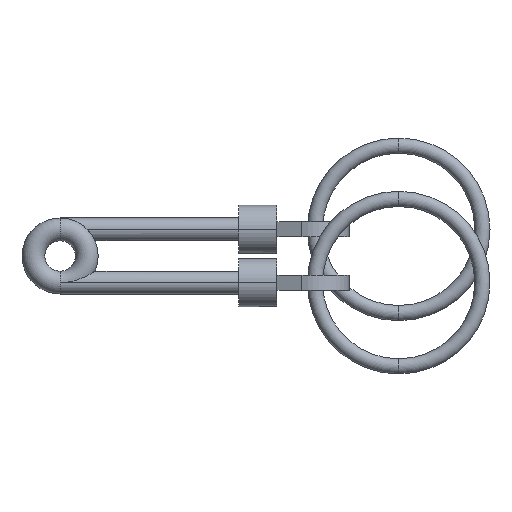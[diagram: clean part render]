
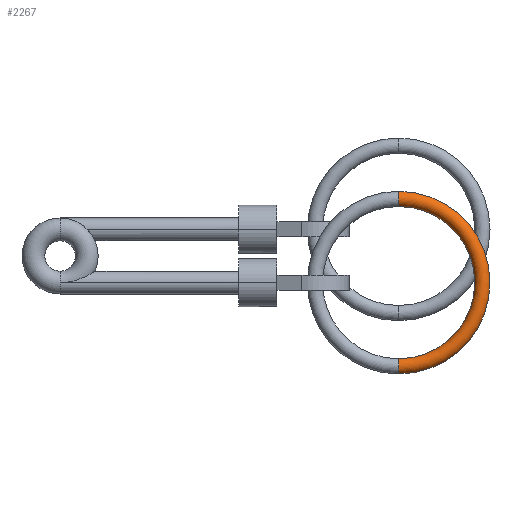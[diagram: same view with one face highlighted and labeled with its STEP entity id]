
A CAD part, left-side view. The second image highlights one B-rep face of the part: STEP entity #2267.
In plain terms, the highlighted toroidal (fillet/blend) face has major radius 11 mm and minor radius 1 mm.
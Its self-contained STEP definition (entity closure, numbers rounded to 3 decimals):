
#2267=ADVANCED_FACE('',(#4379),#4380,.T.);
#4379=FACE_OUTER_BOUND('',#5221,.T.);
#4380=TOROIDAL_SURFACE('',#5222,11.0,1.0);
#5221=EDGE_LOOP('',(#6440,#6441,#6442,#6443));
#5222=AXIS2_PLACEMENT_3D('',#6444,#6445,#6446);
#6440=ORIENTED_EDGE('',*,*,#11731,.F.);
#6441=ORIENTED_EDGE('',*,*,#11732,.T.);
#6442=ORIENTED_EDGE('',*,*,#11733,.F.);
#6443=ORIENTED_EDGE('',*,*,#11734,.T.);
#6444=CARTESIAN_POINT('',(1.5,-44.5,-3.5));
#6445=DIRECTION('',(1.0,0.0,0.));
#6446=DIRECTION('',(0.,0.0,-1.0));
#11731=EDGE_CURVE('',#12754,#12755,#12756,.T.);
#11732=EDGE_CURVE('',#12754,#12757,#12758,.T.);
#11733=EDGE_CURVE('',#12759,#12757,#12760,.T.);
#11734=EDGE_CURVE('',#12759,#12755,#12761,.T.);
#12754=VERTEX_POINT('',#12778);
#12755=VERTEX_POINT('',#12779);
#12756=CIRCLE('',#12780,12.0);
#12757=VERTEX_POINT('',#12781);
#12758=CIRCLE('',#12782,1.0);
#12759=VERTEX_POINT('',#12783);
#12760=CIRCLE('',#12784,10.0);
#12761=CIRCLE('',#12785,1.0);
#12778=CARTESIAN_POINT('',(1.5,-44.5,8.5));
#12779=CARTESIAN_POINT('',(1.5,-44.5,-15.5));
#12780=AXIS2_PLACEMENT_3D('',#12802,#12803,#12804);
#12781=CARTESIAN_POINT('',(1.5,-44.5,6.5));
#12782=AXIS2_PLACEMENT_3D('',#12805,#12806,#12807);
#12783=CARTESIAN_POINT('',(1.5,-44.5,-13.5));
#12784=AXIS2_PLACEMENT_3D('',#12808,#12809,#12810);
#12785=AXIS2_PLACEMENT_3D('',#12811,#12812,#12813);
#12802=CARTESIAN_POINT('',(1.5,-44.5,-3.5));
#12803=DIRECTION('',(1.0,0.0,0.));
#12804=DIRECTION('',(0.,0.0,-1.0));
#12805=CARTESIAN_POINT('',(1.5,-44.5,7.5));
#12806=DIRECTION('',(-0.0,-1.0,0.0));
#12807=DIRECTION('',(0.,0.0,1.0));
#12808=CARTESIAN_POINT('',(1.5,-44.5,-3.5));
#12809=DIRECTION('',(-1.0,-0.0,0.));
#12810=DIRECTION('',(0.,0.0,-1.0));
#12811=CARTESIAN_POINT('',(1.5,-44.5,-14.5));
#12812=DIRECTION('',(0.0,-1.0,0.0));
#12813=DIRECTION('',(0.,0.0,-1.0));
